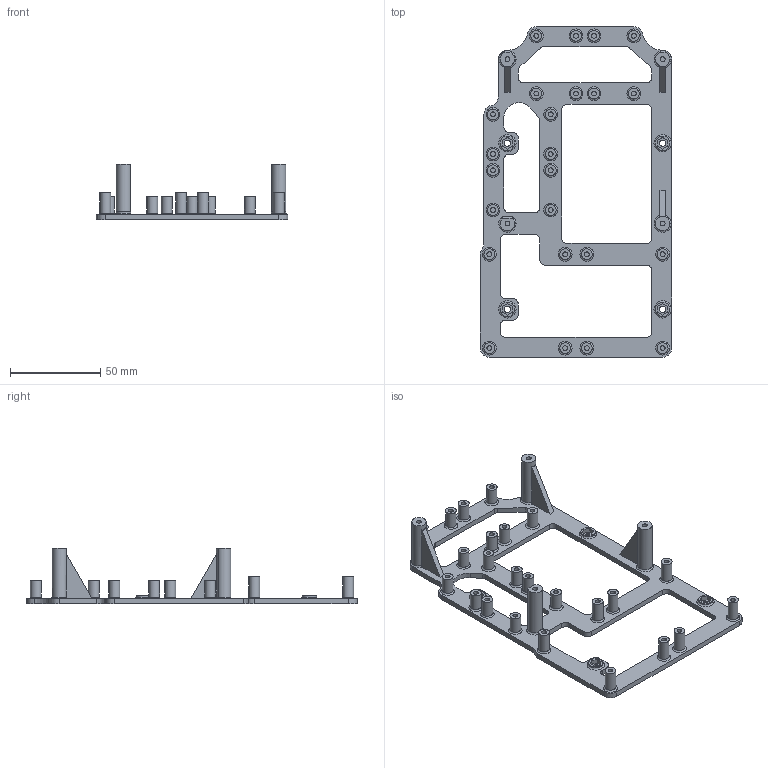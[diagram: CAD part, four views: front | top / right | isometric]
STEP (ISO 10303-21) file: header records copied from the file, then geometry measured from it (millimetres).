
FILE_DESCRIPTION(('FreeCAD Model'),'2;1');
FILE_NAME('MainboardHolder.step','2020-08-11T11:25:44',('Author'),(''), 'Open CASCADE STEP processor 7.3','FreeCAD','Unknown');
FILE_SCHEMA(('AUTOMOTIVE_DESIGN { 1 0 10303 214 1 1 1 1 }'));
Length unit declared in the file: millimetre
Products named in the file (1): MainboardHolder
Bounding box: 106 x 183 x 31 mm (x, y, z)
Volume: 38054.2 mm3; surface area: 33225.1 mm2
Topology: 1 solids, 1 shells, 275 faces, 595 edges, 386 vertices
Faces by surface type: plane 134, cylinder 105, torus 36
Full cylindrical faces by diameter (mm): 2.66 x28, 3.5 x4, 6 x24, 8 x7
Entity records: 7762 total; most frequent: CARTESIAN_POINT 1425, DIRECTION 1423, ORIENTED_EDGE 1190, EDGE_CURVE 595, AXIS2_PLACEMENT_3D 560, VERTEX_POINT 386, FACE_BOUND 355, EDGE_LOOP 355
